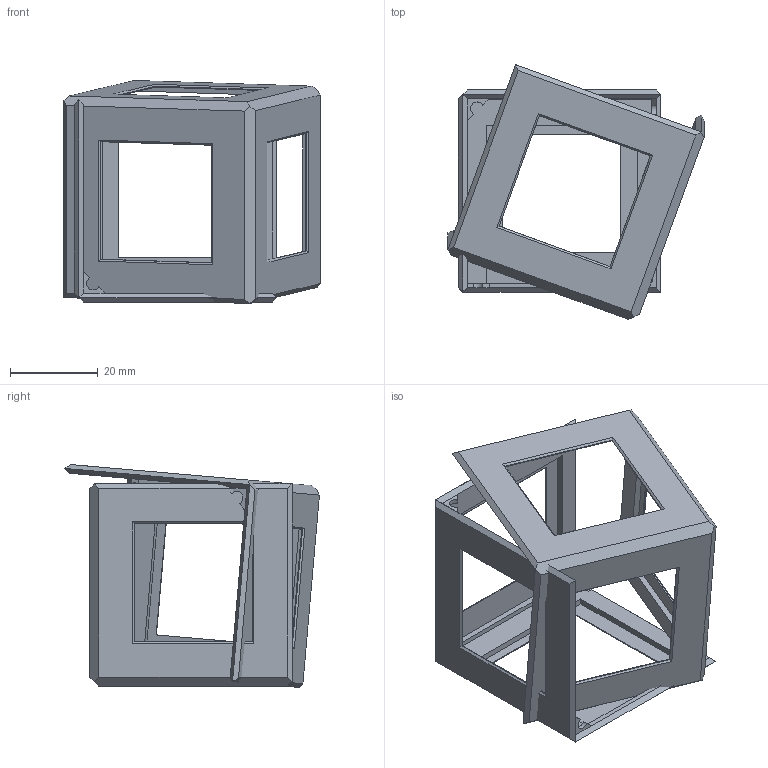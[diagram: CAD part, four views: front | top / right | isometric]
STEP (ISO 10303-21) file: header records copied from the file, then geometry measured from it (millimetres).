
FILE_DESCRIPTION(/* description */ (''),/* implementation_level */ '2;1');
FILE_NAME(/* name */ '1d6b6abb-981d-4dea-a62a-13ef09afe966.stp',/* time_stamp */ '2021-06-25T19:55:30+00:00',/* author */ (''),/* organization */ (''),/* preprocessor_version */ 'ST-DEVELOPER v18.1',/* originating_system */ 'Autodesk Translation Framework v10.9.0.1377',/* authorisation */ '');
FILE_SCHEMA (('AUTOMOTIVE_DESIGN { 1 0 10303 214 3 1 1 }'));
Length unit declared in the file: millimetre
Products named in the file (5): New Design; Frame1; Frame2; Magnet; Magnet (1)
Assembly tree (4 placements, depth 2):
  New Design
    Frame1
    Frame2
    Magnet
    Magnet (1)
Bounding box: 58.27 x 57.97 x 50.74 mm (x, y, z)
Volume: 10204 mm3; surface area: 17390 mm2
Topology: 4 solids, 4 shells, 228 faces, 546 edges, 338 vertices
Faces by surface type: plane 214, cylinder 14
Full cylindrical faces by diameter (mm): 3 x8
Entity records: 6605 total; most frequent: CARTESIAN_POINT 1122, ORIENTED_EDGE 1092, DIRECTION 1050, EDGE_CURVE 546, LINE 518, VECTOR 518, VERTEX_POINT 338, AXIS2_PLACEMENT_3D 266
